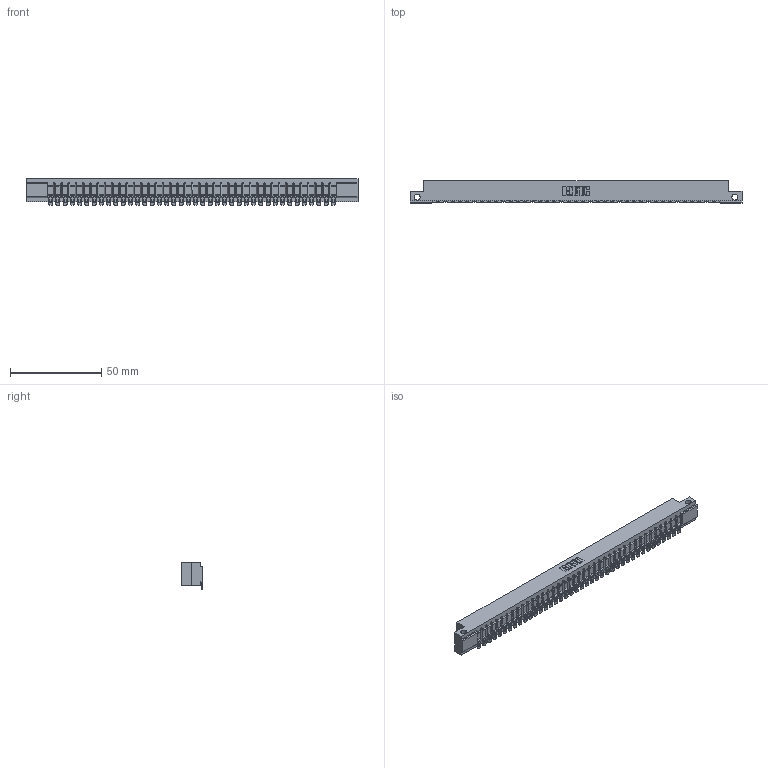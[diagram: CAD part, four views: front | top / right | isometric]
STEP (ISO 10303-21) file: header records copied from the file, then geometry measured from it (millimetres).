
FILE_DESCRIPTION (( 'STEP AP203' ), '1' );
FILE_NAME ('357-040-454-112.STEP', '2020-10-03T06:41:16', ( '' ), ( '' ), 'SwSTEP 2.0', 'SolidWorks 2020', '' );
FILE_SCHEMA (( 'CONFIG_CONTROL_DESIGN' ));
Length unit declared in the file: inch
Products named in the file (3): 357-040-454-112; 307-290-002_554; 307 Part_.128 Dia Side Mounting Holes
Assembly tree (41 placements, depth 2):
  357-040-454-112
    307 Part_.128 Dia Side Mounting Holes
    307-290-002_554  x40
Bounding box: 181.51 x 12.01 x 14.52 mm (x, y, z)
Volume: 19281.1 mm3; surface area: 24342.5 mm2
Topology: 41 solids, 41 shells, 3399 faces, 10443 edges, 6850 vertices
Faces by surface type: plane 1910, cylinder 1407, sphere 82
Entity records: 35505 total; most frequent: CARTESIAN_POINT 5990, ORIENTED_EDGE 5980, DIRECTION 5826, EDGE_CURVE 2990, VECTOR 2282, LINE 2282, VERTEX_POINT 1936, AXIS2_PLACEMENT_3D 1772
